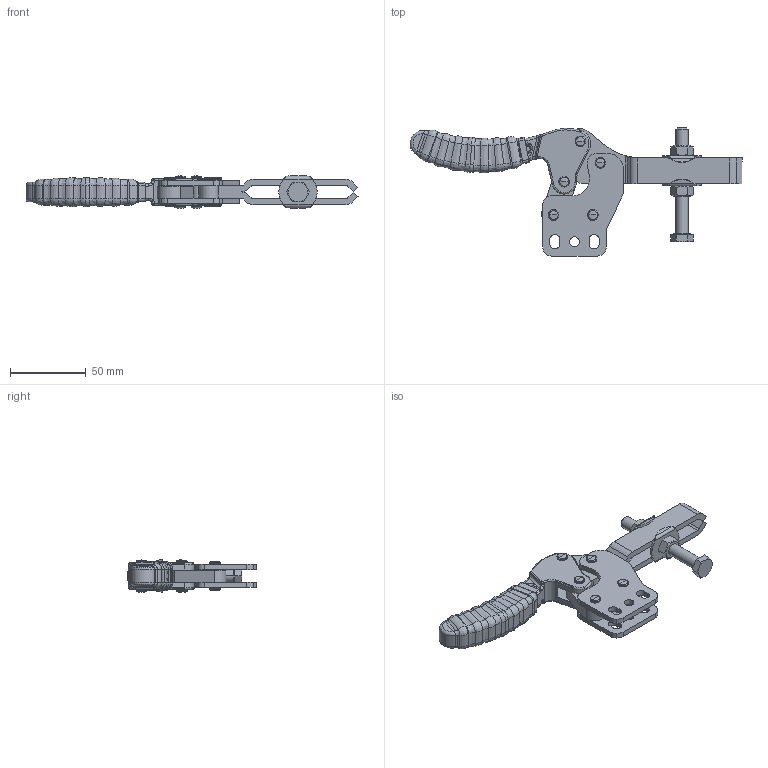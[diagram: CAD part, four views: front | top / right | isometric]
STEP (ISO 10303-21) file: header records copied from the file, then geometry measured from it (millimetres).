
FILE_DESCRIPTION((''),'2;1');
FILE_NAME('MH6U.stp','2009-11-06T10:59:21',('David'),(''),'Autodesk Inventor 8','Autodesk Inventor 8','');
FILE_SCHEMA(('AUTOMOTIVE_DESIGN { 1 0 10303 214 1 1 1 1 }'));
Length unit declared in the file: millimetre
Products named in the file (7): MH6U; MH6 SIDEPLATE ASSEMBLY; MH6 U-BAR ASSEMBLY; MH6 LINK ASSEMBLY; MH6 HANDLE ASSEMBLY; ISO 4017  (Regular Thread) M8 x 70; MH6 FLANGED WASHER ASSEMBLY
Assembly tree (6 placements, depth 2):
  MH6U
    MH6 SIDEPLATE ASSEMBLY
    MH6 U-BAR ASSEMBLY
    MH6 LINK ASSEMBLY
    MH6 HANDLE ASSEMBLY
    ISO 4017  (Regular Thread) M8 x 70
    MH6 FLANGED WASHER ASSEMBLY
Bounding box: 219.24 x 84.6 x 21.69 mm (x, y, z)
Volume: 82971.3 mm3; surface area: 46285 mm2
Topology: 7 solids, 8 shells, 742 faces, 1841 edges, 1120 vertices
Faces by surface type: bspline 294, cylinder 180, plane 150, torus 78, cone 30, sphere 10
Entity records: 31281 total; most frequent: CARTESIAN_POINT 14554, ORIENTED_EDGE 3642, DIRECTION 3231, EDGE_CURVE 1821, AXIS2_PLACEMENT_3D 1265, VERTEX_POINT 1120, EDGE_LOOP 803, CIRCLE 800
